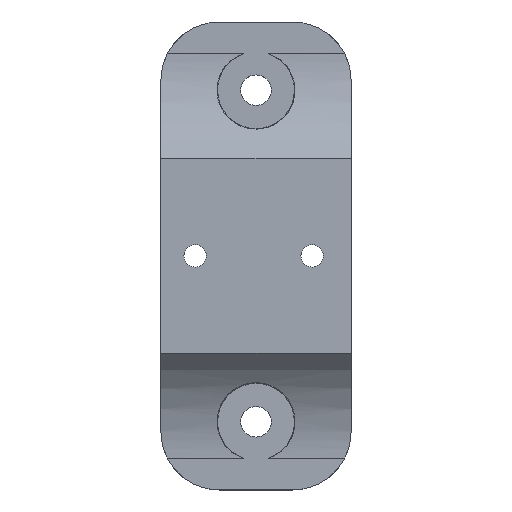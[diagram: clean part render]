
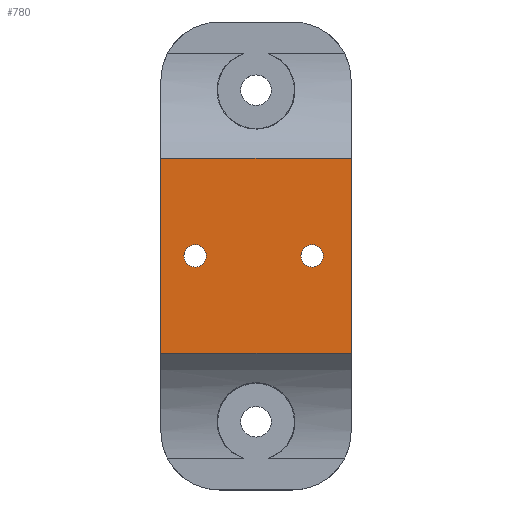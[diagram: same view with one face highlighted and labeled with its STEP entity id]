
A CAD part, top view. The second image highlights one B-rep face of the part: STEP entity #780.
In plain terms, the highlighted planar face has unit normal (0, 0, 1).
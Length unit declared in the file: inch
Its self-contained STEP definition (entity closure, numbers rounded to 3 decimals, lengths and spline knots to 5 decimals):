
#4 = LINE ( 'NONE', #1351, #795 ) ;
#6 = EDGE_LOOP ( 'NONE', ( #115, #879, #534, #756 ) ) ;
#46 = CIRCLE ( 'NONE', #572, 0.072 ) ;
#59 = VERTEX_POINT ( 'NONE', #786 ) ;
#61 = DIRECTION ( 'NONE',  ( 0., 1., 0. ) ) ;
#66 = EDGE_CURVE ( 'NONE', #1280, #764, #46, .T. ) ;
#72 = CARTESIAN_POINT ( 'NONE',  ( -1.97012, 1.313, -1.15881 ) ) ;
#81 = CARTESIAN_POINT ( 'NONE',  ( -1.75012, 0.6875, -1.15881 ) ) ;
#104 = DIRECTION ( 'NONE',  ( 0., -1., 0. ) ) ;
#109 = CARTESIAN_POINT ( 'NONE',  ( -1.75012, 0.6875, -1.15881 ) ) ;
#112 = DIRECTION ( 'NONE',  ( -1., 0., 0. ) ) ;
#115 = ORIENTED_EDGE ( 'NONE', *, *, #1326, .F. ) ;
#127 = ORIENTED_EDGE ( 'NONE', *, *, #1098, .T. ) ;
#210 = AXIS2_PLACEMENT_3D ( 'NONE', #521, #410, #1222 ) ;
#219 = EDGE_CURVE ( 'NONE', #1174, #59, #1329, .T. ) ;
#265 = LINE ( 'NONE', #685, #1038 ) ;
#279 = CARTESIAN_POINT ( 'NONE',  ( 0., 0., -1.15881 ) ) ;
#311 = CARTESIAN_POINT ( 'NONE',  ( -0.75, 1.313, -1.15881 ) ) ;
#348 = CARTESIAN_POINT ( 'NONE',  ( -1.97012, 1.313, -1.15881 ) ) ;
#377 = VERTEX_POINT ( 'NONE', #72 ) ;
#379 = CIRCLE ( 'NONE', #1206, 0.072 ) ;
#384 = DIRECTION ( 'NONE',  ( 0., 0., -1. ) ) ;
#410 = DIRECTION ( 'NONE',  ( 0., 0., -1. ) ) ;
#416 = EDGE_LOOP ( 'NONE', ( #1004, #523 ) ) ;
#455 = CARTESIAN_POINT ( 'NONE',  ( -1.82212, 0.6875, -1.15881 ) ) ;
#460 = ORIENTED_EDGE ( 'NONE', *, *, #477, .T. ) ;
#463 = FACE_BOUND ( 'NONE', #938, .T. ) ;
#467 = CIRCLE ( 'NONE', #1037, 0.072 ) ;
#477 = EDGE_CURVE ( 'NONE', #935, #955, #379, .T. ) ;
#484 = CARTESIAN_POINT ( 'NONE',  ( -1.00012, 0.6875, -1.15881 ) ) ;
#493 = VECTOR ( 'NONE', #61, 39.37008 ) ;
#521 = CARTESIAN_POINT ( 'NONE',  ( -1.00012, 0.6875, -1.15881 ) ) ;
#523 = ORIENTED_EDGE ( 'NONE', *, *, #1334, .T. ) ;
#534 = ORIENTED_EDGE ( 'NONE', *, *, #977, .F. ) ;
#571 = LINE ( 'NONE', #348, #493 ) ;
#572 = AXIS2_PLACEMENT_3D ( 'NONE', #484, #384, #797 ) ;
#598 = AXIS2_PLACEMENT_3D ( 'NONE', #279, #697, #775 ) ;
#626 = CIRCLE ( 'NONE', #210, 0.072 ) ;
#685 = CARTESIAN_POINT ( 'NONE',  ( -0.75, 1.313, -1.15881 ) ) ;
#697 = DIRECTION ( 'NONE',  ( 0., 0., -1. ) ) ;
#708 = CARTESIAN_POINT ( 'NONE',  ( -0.75, 0.062, -1.15881 ) ) ;
#756 = ORIENTED_EDGE ( 'NONE', *, *, #219, .F. ) ;
#764 = VERTEX_POINT ( 'NONE', #988 ) ;
#775 = DIRECTION ( 'NONE',  ( -1., 0., 0. ) ) ;
#776 = CARTESIAN_POINT ( 'NONE',  ( -0.92813, 0.6875, -1.15881 ) ) ;
#780 = ADVANCED_FACE ( 'NONE', ( #1298, #1081, #463 ), #878, .F. ) ;
#786 = CARTESIAN_POINT ( 'NONE',  ( -1.97012, 0.062, -1.15881 ) ) ;
#795 = VECTOR ( 'NONE', #104, 39.37008 ) ;
#797 = DIRECTION ( 'NONE',  ( -1., 0., 0. ) ) ;
#878 = PLANE ( 'NONE',  #598 ) ;
#879 = ORIENTED_EDGE ( 'NONE', *, *, #1311, .F. ) ;
#903 = CARTESIAN_POINT ( 'NONE',  ( -0.75, 0.062, -1.15881 ) ) ;
#922 = DIRECTION ( 'NONE',  ( 1., 0., 0. ) ) ;
#935 = VERTEX_POINT ( 'NONE', #1026 ) ;
#938 = EDGE_LOOP ( 'NONE', ( #460, #127 ) ) ;
#955 = VERTEX_POINT ( 'NONE', #455 ) ;
#977 = EDGE_CURVE ( 'NONE', #59, #377, #571, .T. ) ;
#988 = CARTESIAN_POINT ( 'NONE',  ( -1.07212, 0.6875, -1.15881 ) ) ;
#1004 = ORIENTED_EDGE ( 'NONE', *, *, #66, .T. ) ;
#1026 = CARTESIAN_POINT ( 'NONE',  ( -1.67812, 0.6875, -1.15881 ) ) ;
#1037 = AXIS2_PLACEMENT_3D ( 'NONE', #109, #1065, #112 ) ;
#1038 = VECTOR ( 'NONE', #922, 39.37008 ) ;
#1065 = DIRECTION ( 'NONE',  ( 0., 0., -1. ) ) ;
#1081 = FACE_BOUND ( 'NONE', #416, .T. ) ;
#1098 = EDGE_CURVE ( 'NONE', #955, #935, #467, .T. ) ;
#1148 = VERTEX_POINT ( 'NONE', #311 ) ;
#1174 = VERTEX_POINT ( 'NONE', #903 ) ;
#1203 = VECTOR ( 'NONE', #1346, 39.37008 ) ;
#1206 = AXIS2_PLACEMENT_3D ( 'NONE', #81, #1328, #1232 ) ;
#1222 = DIRECTION ( 'NONE',  ( -1., 0., 0. ) ) ;
#1232 = DIRECTION ( 'NONE',  ( -1., 0., 0. ) ) ;
#1280 = VERTEX_POINT ( 'NONE', #776 ) ;
#1298 = FACE_OUTER_BOUND ( 'NONE', #6, .T. ) ;
#1311 = EDGE_CURVE ( 'NONE', #377, #1148, #265, .T. ) ;
#1326 = EDGE_CURVE ( 'NONE', #1148, #1174, #4, .T. ) ;
#1328 = DIRECTION ( 'NONE',  ( 0., 0., -1. ) ) ;
#1329 = LINE ( 'NONE', #708, #1203 ) ;
#1334 = EDGE_CURVE ( 'NONE', #764, #1280, #626, .T. ) ;
#1346 = DIRECTION ( 'NONE',  ( -1., 0., 0. ) ) ;
#1351 = CARTESIAN_POINT ( 'NONE',  ( -0.75, 1.313, -1.15881 ) ) ;
